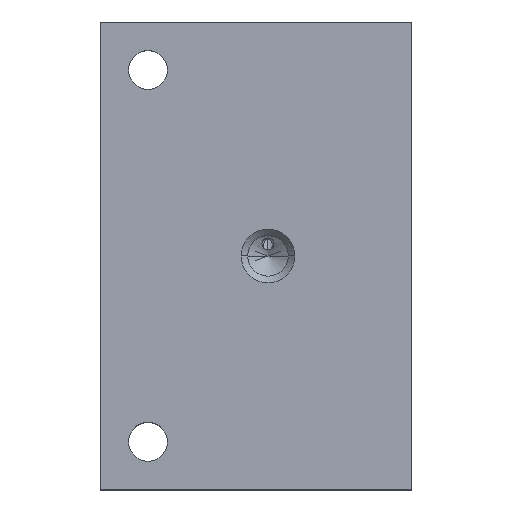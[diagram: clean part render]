
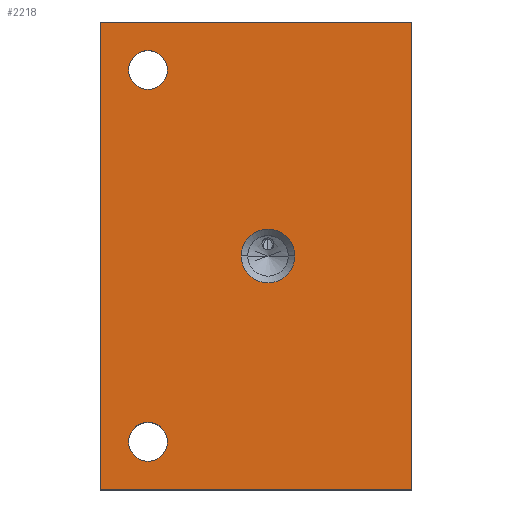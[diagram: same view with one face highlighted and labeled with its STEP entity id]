
A CAD part, top view. The second image highlights one B-rep face of the part: STEP entity #2218.
In plain terms, the highlighted planar face has unit normal (0, 0, 1).
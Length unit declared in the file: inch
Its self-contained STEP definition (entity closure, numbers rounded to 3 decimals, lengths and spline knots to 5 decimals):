
#113=DIRECTION('',(0.,-1.,0.));
#114=VECTOR('',#113,4.875);
#115=CARTESIAN_POINT('',(0.,0.,1.5));
#116=LINE('',#115,#114);
#117=DIRECTION('',(-1.,0.,0.));
#118=VECTOR('',#117,3.25);
#119=CARTESIAN_POINT('',(3.25,0.,1.5));
#120=LINE('',#119,#118);
#121=DIRECTION('',(0.,1.,0.));
#122=VECTOR('',#121,4.875);
#123=CARTESIAN_POINT('',(3.25,-4.875,1.5));
#124=LINE('',#123,#122);
#125=DIRECTION('',(1.,0.,0.));
#126=VECTOR('',#125,3.25);
#127=CARTESIAN_POINT('',(0.,-4.875,1.5));
#128=LINE('',#127,#126);
#129=CARTESIAN_POINT('',(0.5,-0.5,1.5));
#130=DIRECTION('',(0.,0.,-1.));
#131=DIRECTION('',(-1.,0.,0.));
#132=AXIS2_PLACEMENT_3D('',#129,#130,#131);
#134=CARTESIAN_POINT('',(0.5,-0.5,1.5));
#135=DIRECTION('',(0.,0.,-1.));
#136=DIRECTION('',(1.,0.,0.));
#137=AXIS2_PLACEMENT_3D('',#134,#135,#136);
#139=CARTESIAN_POINT('',(0.5,-4.375,1.5));
#140=DIRECTION('',(0.,0.,-1.));
#141=DIRECTION('',(-1.,0.,0.));
#142=AXIS2_PLACEMENT_3D('',#139,#140,#141);
#144=CARTESIAN_POINT('',(0.5,-4.375,1.5));
#145=DIRECTION('',(0.,0.,-1.));
#146=DIRECTION('',(1.,0.,0.));
#147=AXIS2_PLACEMENT_3D('',#144,#145,#146);
#149=CARTESIAN_POINT('',(1.75,-2.438,1.5));
#150=DIRECTION('',(0.,0.,-1.));
#151=DIRECTION('',(-1.,0.,0.));
#152=AXIS2_PLACEMENT_3D('',#149,#150,#151);
#154=CARTESIAN_POINT('',(1.75,-2.438,1.5));
#155=DIRECTION('',(0.,0.,-1.));
#156=DIRECTION('',(1.,0.,0.));
#157=AXIS2_PLACEMENT_3D('',#154,#155,#156);
#1823=CARTESIAN_POINT('',(0.,0.,1.5));
#1824=CARTESIAN_POINT('',(0.,-4.875,1.5));
#1825=VERTEX_POINT('',#1823);
#1826=VERTEX_POINT('',#1824);
#1827=CARTESIAN_POINT('',(3.25,-4.875,1.5));
#1828=VERTEX_POINT('',#1827);
#1829=CARTESIAN_POINT('',(3.25,0.,1.5));
#1830=VERTEX_POINT('',#1829);
#1831=CARTESIAN_POINT('',(0.297,-0.5,1.5));
#1832=CARTESIAN_POINT('',(0.703,-0.5,1.5));
#1833=VERTEX_POINT('',#1831);
#1834=VERTEX_POINT('',#1832);
#1835=CARTESIAN_POINT('',(0.297,-4.375,1.5));
#1836=CARTESIAN_POINT('',(0.703,-4.375,1.5));
#1837=VERTEX_POINT('',#1835);
#1838=VERTEX_POINT('',#1836);
#1853=CARTESIAN_POINT('',(2.03,-2.438,1.5));
#1854=VERTEX_POINT('',#1853);
#1855=CARTESIAN_POINT('',(1.47,-2.438,1.5));
#1856=VERTEX_POINT('',#1855);
#2189=CARTESIAN_POINT('',(0.,0.,1.5));
#2190=DIRECTION('',(0.,0.,1.));
#2191=DIRECTION('',(1.,0.,0.));
#2192=AXIS2_PLACEMENT_3D('',#2189,#2190,#2191);
#2193=PLANE('',#2192);
#2194=ORIENTED_EDGE('',*,*,#2105,.F.);
#2195=ORIENTED_EDGE('',*,*,#2132,.F.);
#2196=ORIENTED_EDGE('',*,*,#2152,.F.);
#2197=ORIENTED_EDGE('',*,*,#2177,.F.);
#2198=EDGE_LOOP('',(#2194,#2195,#2196,#2197));
#2199=FACE_OUTER_BOUND('',#2198,.F.);
#2201=ORIENTED_EDGE('',*,*,#2200,.F.);
#2203=ORIENTED_EDGE('',*,*,#2202,.F.);
#2204=EDGE_LOOP('',(#2201,#2203));
#2205=FACE_BOUND('',#2204,.F.);
#2207=ORIENTED_EDGE('',*,*,#2206,.F.);
#2209=ORIENTED_EDGE('',*,*,#2208,.F.);
#2210=EDGE_LOOP('',(#2207,#2209));
#2211=FACE_BOUND('',#2210,.F.);
#2213=ORIENTED_EDGE('',*,*,#2212,.F.);
#2215=ORIENTED_EDGE('',*,*,#2214,.F.);
#2216=EDGE_LOOP('',(#2213,#2215));
#2217=FACE_BOUND('',#2216,.F.);
#2218=ADVANCED_FACE('',(#2199,#2205,#2211,#2217),#2193,.T.);
#133=CIRCLE('',#132,0.203);
#138=CIRCLE('',#137,0.203);
#143=CIRCLE('',#142,0.203);
#148=CIRCLE('',#147,0.203);
#153=CIRCLE('',#152,0.28);
#158=CIRCLE('',#157,0.28);
#2105=EDGE_CURVE('',#1825,#1826,#116,.T.);
#2132=EDGE_CURVE('',#1830,#1825,#120,.T.);
#2152=EDGE_CURVE('',#1828,#1830,#124,.T.);
#2177=EDGE_CURVE('',#1826,#1828,#128,.T.);
#2200=EDGE_CURVE('',#1833,#1834,#133,.T.);
#2202=EDGE_CURVE('',#1834,#1833,#138,.T.);
#2206=EDGE_CURVE('',#1837,#1838,#143,.T.);
#2208=EDGE_CURVE('',#1838,#1837,#148,.T.);
#2212=EDGE_CURVE('',#1856,#1854,#153,.T.);
#2214=EDGE_CURVE('',#1854,#1856,#158,.T.);
